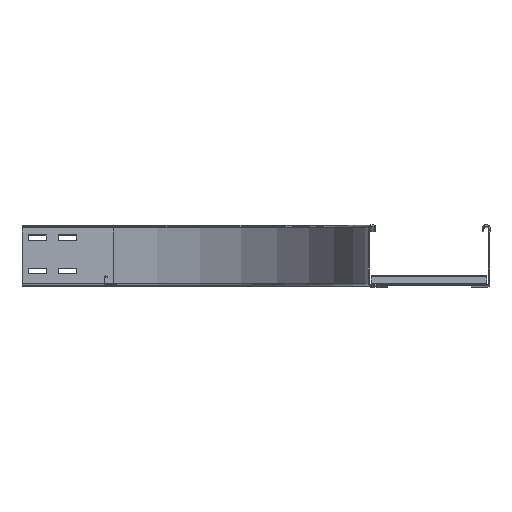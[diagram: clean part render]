
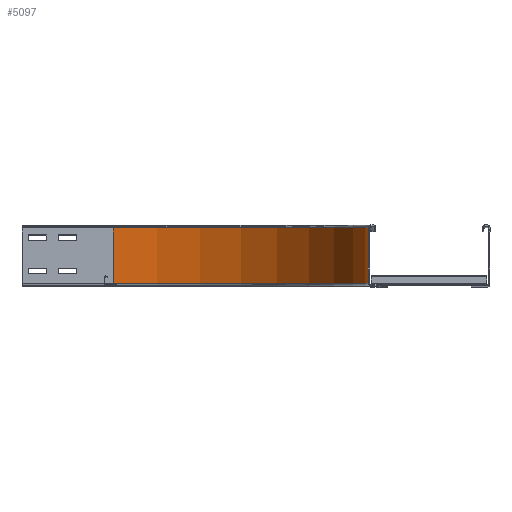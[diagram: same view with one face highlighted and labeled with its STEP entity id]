
A CAD part, top view. The second image highlights one B-rep face of the part: STEP entity #5097.
In plain terms, the highlighted cylindrical face has radius 420 mm (diameter 840 mm), a partial arc.
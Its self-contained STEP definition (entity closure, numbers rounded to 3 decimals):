
#164=CIRCLE('',#5524,420.);
#166=CIRCLE('',#5527,420.);
#264=CYLINDRICAL_SURFACE('',#5526,420.);
#362=FACE_OUTER_BOUND('',#674,.T.);
#674=EDGE_LOOP('',(#3604,#3605,#3606,#3607));
#1077=LINE('',#7563,#1687);
#1108=LINE('',#7648,#1718);
#1687=VECTOR('',#6073,10.);
#1718=VECTOR('',#6160,10.);
#2266=VERTEX_POINT('',#7556);
#2268=VERTEX_POINT('',#7562);
#2293=VERTEX_POINT('',#7642);
#2294=VERTEX_POINT('',#7646);
#2735=EDGE_CURVE('',#2266,#2268,#1077,.T.);
#2775=EDGE_CURVE('',#2293,#2266,#164,.T.);
#2777=EDGE_CURVE('',#2294,#2268,#166,.T.);
#2778=EDGE_CURVE('',#2293,#2294,#1108,.T.);
#3604=ORIENTED_EDGE('',*,*,#2735,.T.);
#3605=ORIENTED_EDGE('',*,*,#2777,.F.);
#3606=ORIENTED_EDGE('',*,*,#2778,.F.);
#3607=ORIENTED_EDGE('',*,*,#2775,.T.);
#5097=ADVANCED_FACE('',(#362),#264,.F.);
#5524=AXIS2_PLACEMENT_3D('',#7643,#6152,#6153);
#5526=AXIS2_PLACEMENT_3D('',#7645,#6156,#6157);
#5527=AXIS2_PLACEMENT_3D('',#7647,#6158,#6159);
#6073=DIRECTION('',(0.,1.,0.));
#6152=DIRECTION('center_axis',(0.,-1.,0.));
#6153=DIRECTION('ref_axis',(-1.,0.,0.));
#6156=DIRECTION('center_axis',(0.,-1.,0.));
#6157=DIRECTION('ref_axis',(-1.,0.,0.));
#6158=DIRECTION('center_axis',(0.,-1.,0.));
#6159=DIRECTION('ref_axis',(-1.,0.,0.));
#6160=DIRECTION('',(0.,1.,0.));
#7556=CARTESIAN_POINT('',(451.,4.,-420.));
#7562=CARTESIAN_POINT('',(451.,96.,-420.));
#7563=CARTESIAN_POINT('',(451.,96.,-420.));
#7642=CARTESIAN_POINT('',(31.,4.,0.));
#7643=CARTESIAN_POINT('Origin',(451.,4.,0.));
#7645=CARTESIAN_POINT('Origin',(451.,45.192,0.));
#7646=CARTESIAN_POINT('',(31.,96.,0.));
#7647=CARTESIAN_POINT('Origin',(451.,96.,0.));
#7648=CARTESIAN_POINT('',(31.,-27.524,0.));
